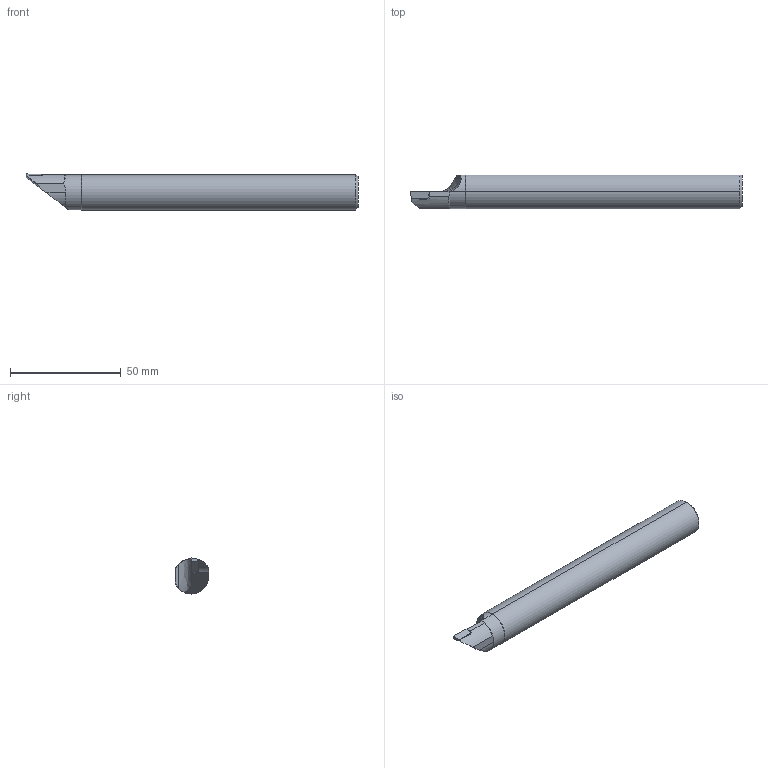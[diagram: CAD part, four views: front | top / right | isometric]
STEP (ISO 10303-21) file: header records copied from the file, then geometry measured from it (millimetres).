
FILE_DESCRIPTION (( 'STEP AP214' ), '1' );
FILE_NAME ('ISO-189-01.STEP', '2017-09-06T09:26:33', ( '' ), ( '' ), 'SwSTEP 2.0', 'SolidWorks 2017', '' );
FILE_SCHEMA (( 'AUTOMOTIVE_DESIGN' ));
Length unit declared in the file: millimetre
Products named in the file (1): ISO-189-01
Bounding box: 150 x 15.3 x 16.3 mm (x, y, z)
Volume: 26797.7 mm3; surface area: 7427 mm2
Topology: 1 solids, 1 shells, 54 faces, 158 edges, 103 vertices
Faces by surface type: plane 33, cylinder 14, cone 6, bspline 1
Entity records: 2092 total; most frequent: CARTESIAN_POINT 489, ORIENTED_EDGE 316, DIRECTION 279, EDGE_CURVE 158, VERTEX_POINT 103, AXIS2_PLACEMENT_3D 99, LINE 81, VECTOR 81
